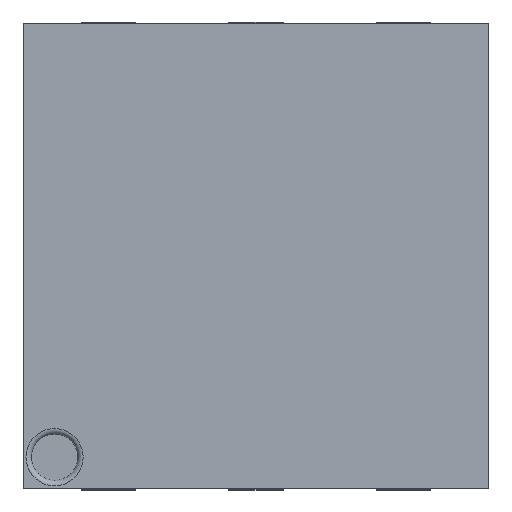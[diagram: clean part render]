
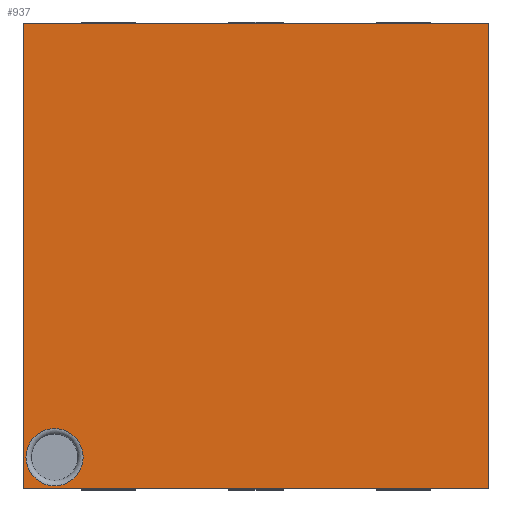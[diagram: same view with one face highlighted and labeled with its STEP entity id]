
A CAD part, top view. The second image highlights one B-rep face of the part: STEP entity #937.
In plain terms, the highlighted planar face has unit normal (0, 0, 1).
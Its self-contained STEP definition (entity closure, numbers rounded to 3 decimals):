
#21=FACE_BOUND('',#364,.T.);
#23=LINE('',#1330,#146);
#24=LINE('',#1332,#147);
#25=LINE('',#1334,#148);
#26=LINE('',#1335,#149);
#146=VECTOR('',#1077,10.);
#147=VECTOR('',#1078,10.);
#148=VECTOR('',#1079,10.);
#149=VECTOR('',#1080,10.);
#269=PLANE('',#1004);
#313=FACE_OUTER_BOUND('',#363,.T.);
#363=EDGE_LOOP('',(#663,#664,#665,#666));
#364=EDGE_LOOP('',(#667));
#416=CIRCLE('',#1003,0.185);
#430=VERTEX_POINT('',#1324);
#431=VERTEX_POINT('',#1328);
#432=VERTEX_POINT('',#1329);
#433=VERTEX_POINT('',#1331);
#434=VERTEX_POINT('',#1333);
#523=EDGE_CURVE('',#430,#430,#416,.T.);
#524=EDGE_CURVE('',#431,#432,#23,.T.);
#525=EDGE_CURVE('',#432,#433,#24,.T.);
#526=EDGE_CURVE('',#433,#434,#25,.T.);
#527=EDGE_CURVE('',#434,#431,#26,.T.);
#663=ORIENTED_EDGE('',*,*,#524,.T.);
#664=ORIENTED_EDGE('',*,*,#525,.T.);
#665=ORIENTED_EDGE('',*,*,#526,.T.);
#666=ORIENTED_EDGE('',*,*,#527,.T.);
#667=ORIENTED_EDGE('',*,*,#523,.F.);
#937=ADVANCED_FACE('',(#313,#21),#269,.T.);
#1003=AXIS2_PLACEMENT_3D('',#1326,#1073,#1074);
#1004=AXIS2_PLACEMENT_3D('',#1327,#1075,#1076);
#1073=DIRECTION('center_axis',(0.,0.,1.));
#1074=DIRECTION('ref_axis',(1.,0.,0.));
#1075=DIRECTION('center_axis',(0.,0.,1.));
#1076=DIRECTION('ref_axis',(1.,0.,0.));
#1077=DIRECTION('',(1.,0.,0.));
#1078=DIRECTION('',(0.,1.,0.));
#1079=DIRECTION('',(-1.,0.,0.));
#1080=DIRECTION('',(0.,-1.,0.));
#1324=CARTESIAN_POINT('',(-1.485,-1.3,1.));
#1326=CARTESIAN_POINT('Origin',(-1.3,-1.3,1.));
#1327=CARTESIAN_POINT('Origin',(0.,0.,1.));
#1328=CARTESIAN_POINT('',(-1.5,-1.5,1.));
#1329=CARTESIAN_POINT('',(1.5,-1.5,1.));
#1330=CARTESIAN_POINT('',(1.5,-1.5,1.));
#1331=CARTESIAN_POINT('',(1.5,1.5,1.));
#1332=CARTESIAN_POINT('',(1.5,1.5,1.));
#1333=CARTESIAN_POINT('',(-1.5,1.5,1.));
#1334=CARTESIAN_POINT('',(-1.5,1.5,1.));
#1335=CARTESIAN_POINT('',(-1.5,-1.5,1.));
